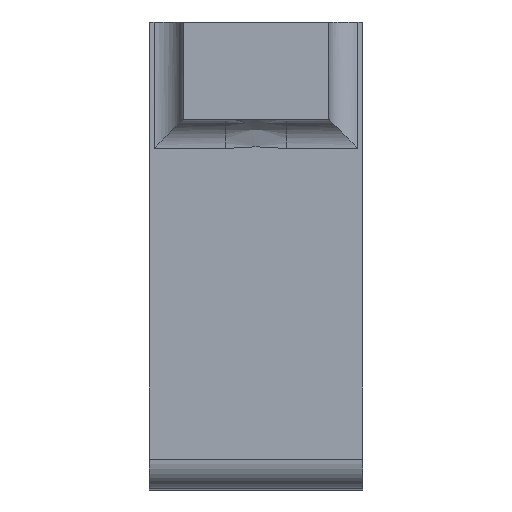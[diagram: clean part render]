
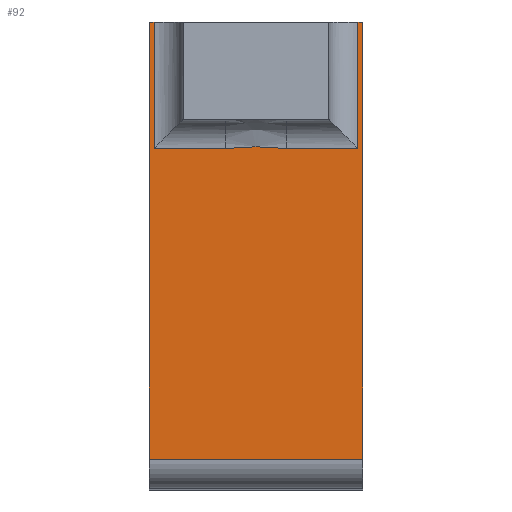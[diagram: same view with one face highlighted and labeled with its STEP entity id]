
A CAD part, top view. The second image highlights one B-rep face of the part: STEP entity #92.
In plain terms, the highlighted planar face has unit normal (0, 0, 1).
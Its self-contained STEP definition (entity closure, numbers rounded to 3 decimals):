
#25 = DIRECTION ( 'NONE',  ( -1., 0., 0. ) ) ;
#31 = LINE ( 'NONE', #1460, #736 ) ;
#51 = EDGE_CURVE ( 'NONE', #1775, #706, #1351, .T. ) ;
#56 = CARTESIAN_POINT ( 'NONE',  ( -112.05, -6.5, 26.25 ) ) ;
#82 = LINE ( 'NONE', #1784, #1156 ) ;
#92 = ADVANCED_FACE ( 'NONE', ( #422 ), #992, .T. ) ;
#126 = CARTESIAN_POINT ( 'NONE',  ( -101.3, -24., 26.25 ) ) ;
#138 = CARTESIAN_POINT ( 'NONE',  ( -107.328, -6.433, 26.25 ) ) ;
#183 = VERTEX_POINT ( 'NONE', #274 ) ;
#212 = ORIENTED_EDGE ( 'NONE', *, *, #889, .T. ) ;
#219 = VECTOR ( 'NONE', #25, 1000. ) ;
#246 = VERTEX_POINT ( 'NONE', #56 ) ;
#253 = ORIENTED_EDGE ( 'NONE', *, *, #753, .T. ) ;
#261 = CARTESIAN_POINT ( 'NONE',  ( -101.55, -24., 26.25 ) ) ;
#274 = CARTESIAN_POINT ( 'NONE',  ( -101.3, 0., 26.25 ) ) ;
#281 = AXIS2_PLACEMENT_3D ( 'NONE', #968, #1830, #1122 ) ;
#297 = CARTESIAN_POINT ( 'NONE',  ( -101.55, 0., 26.25 ) ) ;
#316 = CARTESIAN_POINT ( 'NONE',  ( -105.219, -6.5, 26.25 ) ) ;
#341 = B_SPLINE_CURVE_WITH_KNOTS ( 'NONE', 3,
 ( #1301, #877, #1453, #1259, #440, #1553, #138, #630, #603, #1321 ),
 .UNSPECIFIED., .F., .F.,
 ( 4, 2, 2, 2, 4 ),
 ( 0., 0.001, 0.002, 0.002, 0.003 ),
 .UNSPECIFIED. ) ;
#344 = CARTESIAN_POINT ( 'NONE',  ( -110.55, -6.5, 26.25 ) ) ;
#403 = CARTESIAN_POINT ( 'NONE',  ( 0., 0., 26.25 ) ) ;
#422 = FACE_OUTER_BOUND ( 'NONE', #1399, .T. ) ;
#440 = CARTESIAN_POINT ( 'NONE',  ( -106.536, -6.414, 26.25 ) ) ;
#471 = LINE ( 'NONE', #344, #498 ) ;
#491 = VECTOR ( 'NONE', #656, 1000. ) ;
#498 = VECTOR ( 'NONE', #1043, 1000. ) ;
#546 = CARTESIAN_POINT ( 'NONE',  ( -101.3, -22.5, 26.25 ) ) ;
#549 = VERTEX_POINT ( 'NONE', #316 ) ;
#566 = LINE ( 'NONE', #261, #1430 ) ;
#601 = ORIENTED_EDGE ( 'NONE', *, *, #879, .T. ) ;
#603 = CARTESIAN_POINT ( 'NONE',  ( -108.117, -6.5, 26.25 ) ) ;
#615 = LINE ( 'NONE', #1016, #219 ) ;
#630 = CARTESIAN_POINT ( 'NONE',  ( -107.854, -6.477, 26.25 ) ) ;
#648 = CARTESIAN_POINT ( 'NONE',  ( -112.3, 0., 26.25 ) ) ;
#656 = DIRECTION ( 'NONE',  ( 0., -1., 0. ) ) ;
#706 = VERTEX_POINT ( 'NONE', #1462 ) ;
#736 = VECTOR ( 'NONE', #1594, 1000. ) ;
#749 = ORIENTED_EDGE ( 'NONE', *, *, #1421, .T. ) ;
#753 = EDGE_CURVE ( 'NONE', #1632, #183, #1805, .T. ) ;
#868 = CARTESIAN_POINT ( 'NONE',  ( -112.05, 0., 26.25 ) ) ;
#877 = CARTESIAN_POINT ( 'NONE',  ( -105.483, -6.5, 26.25 ) ) ;
#879 = EDGE_CURVE ( 'NONE', #706, #1632, #31, .T. ) ;
#882 = ORIENTED_EDGE ( 'NONE', *, *, #1193, .T. ) ;
#889 = EDGE_CURVE ( 'NONE', #1330, #246, #471, .T. ) ;
#964 = EDGE_CURVE ( 'NONE', #183, #1491, #1523, .T. ) ;
#968 = CARTESIAN_POINT ( 'NONE',  ( 0., -24., 26.25 ) ) ;
#970 = ORIENTED_EDGE ( 'NONE', *, *, #964, .T. ) ;
#973 = CARTESIAN_POINT ( 'NONE',  ( -112.05, 0., 26.25 ) ) ;
#992 = PLANE ( 'NONE',  #281 ) ;
#994 = VECTOR ( 'NONE', #1836, 1000. ) ;
#996 = VECTOR ( 'NONE', #1418, 1000. ) ;
#1000 = EDGE_CURVE ( 'NONE', #246, #1539, #1541, .T. ) ;
#1016 = CARTESIAN_POINT ( 'NONE',  ( -110.55, -6.5, 26.25 ) ) ;
#1020 = ORIENTED_EDGE ( 'NONE', *, *, #1748, .T. ) ;
#1043 = DIRECTION ( 'NONE',  ( -1., 0., 0. ) ) ;
#1122 = DIRECTION ( 'NONE',  ( -1., 0., 0. ) ) ;
#1156 = VECTOR ( 'NONE', #1522, 1000. ) ;
#1193 = EDGE_CURVE ( 'NONE', #549, #1330, #341, .T. ) ;
#1219 = ORIENTED_EDGE ( 'NONE', *, *, #51, .T. ) ;
#1246 = DIRECTION ( 'NONE',  ( -1., 0., 0. ) ) ;
#1259 = CARTESIAN_POINT ( 'NONE',  ( -106.272, -6.433, 26.25 ) ) ;
#1274 = DIRECTION ( 'NONE',  ( 0., -1., 0. ) ) ;
#1300 = CARTESIAN_POINT ( 'NONE',  ( -101.55, -6.5, 26.25 ) ) ;
#1301 = CARTESIAN_POINT ( 'NONE',  ( -105.219, -6.5, 26.25 ) ) ;
#1321 = CARTESIAN_POINT ( 'NONE',  ( -108.381, -6.5, 26.25 ) ) ;
#1330 = VERTEX_POINT ( 'NONE', #1485 ) ;
#1351 = LINE ( 'NONE', #648, #491 ) ;
#1367 = ORIENTED_EDGE ( 'NONE', *, *, #1000, .T. ) ;
#1399 = EDGE_LOOP ( 'NONE', ( #1219, #601, #253, #970, #1020, #1538, #882, #212, #1367, #749 ) ) ;
#1418 = DIRECTION ( 'NONE',  ( 0., 1., 0. ) ) ;
#1421 = EDGE_CURVE ( 'NONE', #1539, #1775, #82, .T. ) ;
#1430 = VECTOR ( 'NONE', #1274, 1000. ) ;
#1449 = VECTOR ( 'NONE', #1246, 1000. ) ;
#1453 = CARTESIAN_POINT ( 'NONE',  ( -105.746, -6.477, 26.25 ) ) ;
#1460 = CARTESIAN_POINT ( 'NONE',  ( 0., -22.5, 26.25 ) ) ;
#1462 = CARTESIAN_POINT ( 'NONE',  ( -112.3, -22.5, 26.25 ) ) ;
#1485 = CARTESIAN_POINT ( 'NONE',  ( -108.381, -6.5, 26.25 ) ) ;
#1491 = VERTEX_POINT ( 'NONE', #297 ) ;
#1498 = VERTEX_POINT ( 'NONE', #1300 ) ;
#1523 = LINE ( 'NONE', #403, #1449 ) ;
#1522 = DIRECTION ( 'NONE',  ( -1., 0., 0. ) ) ;
#1538 = ORIENTED_EDGE ( 'NONE', *, *, #1826, .T. ) ;
#1539 = VERTEX_POINT ( 'NONE', #868 ) ;
#1541 = LINE ( 'NONE', #973, #996 ) ;
#1553 = CARTESIAN_POINT ( 'NONE',  ( -107.064, -6.414, 26.25 ) ) ;
#1569 = CARTESIAN_POINT ( 'NONE',  ( -112.3, 0., 26.25 ) ) ;
#1594 = DIRECTION ( 'NONE',  ( 1., 0., 0. ) ) ;
#1632 = VERTEX_POINT ( 'NONE', #546 ) ;
#1748 = EDGE_CURVE ( 'NONE', #1491, #1498, #566, .T. ) ;
#1775 = VERTEX_POINT ( 'NONE', #1569 ) ;
#1784 = CARTESIAN_POINT ( 'NONE',  ( 0., 0., 26.25 ) ) ;
#1805 = LINE ( 'NONE', #126, #994 ) ;
#1826 = EDGE_CURVE ( 'NONE', #1498, #549, #615, .T. ) ;
#1830 = DIRECTION ( 'NONE',  ( 0., 0., 1. ) ) ;
#1836 = DIRECTION ( 'NONE',  ( 0., 1., 0. ) ) ;
